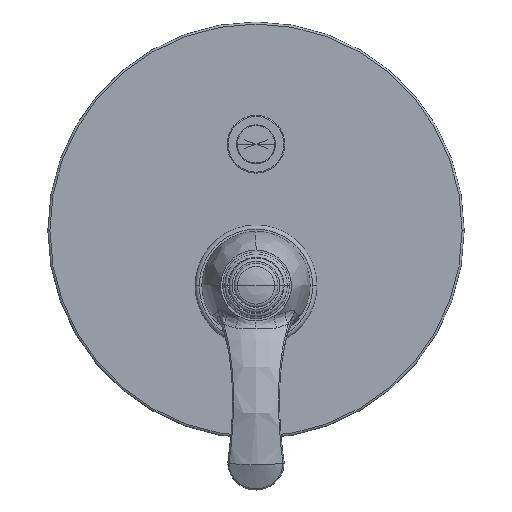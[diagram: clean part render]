
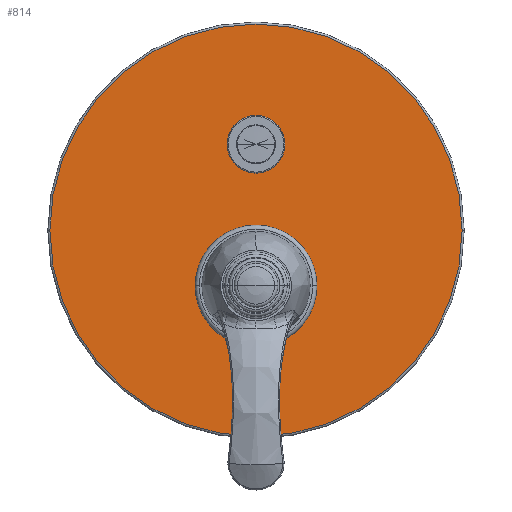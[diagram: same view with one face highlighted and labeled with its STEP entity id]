
A CAD part, top view. The second image highlights one B-rep face of the part: STEP entity #814.
In plain terms, the highlighted planar face has unit normal (0, 0, 1).
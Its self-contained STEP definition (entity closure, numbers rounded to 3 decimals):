
#78=CARTESIAN_POINT('',(0.,26.75,48.));
#79=DIRECTION('',(0.,0.,1.));
#80=DIRECTION('',(-1.,0.,0.));
#81=AXIS2_PLACEMENT_3D('',#78,#79,#80);
#83=CARTESIAN_POINT('',(0.,26.75,48.));
#84=DIRECTION('',(0.,0.,1.));
#85=DIRECTION('',(1.,0.,0.));
#86=AXIS2_PLACEMENT_3D('',#83,#84,#85);
#88=CARTESIAN_POINT('',(0.,68.,48.));
#89=DIRECTION('',(0.,0.,-1.));
#90=DIRECTION('',(-1.,0.,0.));
#91=AXIS2_PLACEMENT_3D('',#88,#89,#90);
#93=CARTESIAN_POINT('',(0.,68.,48.));
#94=DIRECTION('',(0.,0.,-1.));
#95=DIRECTION('',(1.,0.,0.));
#96=AXIS2_PLACEMENT_3D('',#93,#94,#95);
#98=CARTESIAN_POINT('',(0.,0.,48.));
#99=DIRECTION('',(0.,0.,-1.));
#100=DIRECTION('',(-1.,0.,0.));
#101=AXIS2_PLACEMENT_3D('',#98,#99,#100);
#103=CARTESIAN_POINT('',(0.,0.,48.));
#104=DIRECTION('',(0.,0.,-1.));
#105=DIRECTION('',(1.,0.,0.));
#106=AXIS2_PLACEMENT_3D('',#103,#104,#105);
#579=CARTESIAN_POINT('',(-99.,26.75,48.));
#580=CARTESIAN_POINT('',(99.,26.75,48.));
#581=VERTEX_POINT('',#579);
#582=VERTEX_POINT('',#580);
#599=CARTESIAN_POINT('',(-13.35,68.,48.));
#600=CARTESIAN_POINT('',(13.35,68.,48.));
#601=VERTEX_POINT('',#599);
#602=VERTEX_POINT('',#600);
#611=CARTESIAN_POINT('',(-29.25,0.,48.));
#612=CARTESIAN_POINT('',(29.25,0.,48.));
#613=VERTEX_POINT('',#611);
#614=VERTEX_POINT('',#612);
#792=CARTESIAN_POINT('',(0.,26.75,48.));
#793=DIRECTION('',(0.,0.,-1.));
#794=DIRECTION('',(1.,0.,0.));
#795=AXIS2_PLACEMENT_3D('',#792,#793,#794);
#796=PLANE('',#795);
#798=ORIENTED_EDGE('',*,*,#797,.F.);
#800=ORIENTED_EDGE('',*,*,#799,.F.);
#801=EDGE_LOOP('',(#798,#800));
#802=FACE_OUTER_BOUND('',#801,.F.);
#803=ORIENTED_EDGE('',*,*,#770,.F.);
#805=ORIENTED_EDGE('',*,*,#804,.F.);
#806=EDGE_LOOP('',(#803,#805));
#807=FACE_BOUND('',#806,.F.);
#809=ORIENTED_EDGE('',*,*,#808,.F.);
#811=ORIENTED_EDGE('',*,*,#810,.F.);
#812=EDGE_LOOP('',(#809,#811));
#813=FACE_BOUND('',#812,.F.);
#814=ADVANCED_FACE('',(#802,#807,#813),#796,.F.);
#82=CIRCLE('',#81,99.);
#87=CIRCLE('',#86,99.);
#92=CIRCLE('',#91,13.35);
#97=CIRCLE('',#96,13.35);
#102=CIRCLE('',#101,29.25);
#107=CIRCLE('',#106,29.25);
#770=EDGE_CURVE('',#601,#602,#92,.T.);
#797=EDGE_CURVE('',#581,#582,#82,.T.);
#799=EDGE_CURVE('',#582,#581,#87,.T.);
#804=EDGE_CURVE('',#602,#601,#97,.T.);
#808=EDGE_CURVE('',#613,#614,#102,.T.);
#810=EDGE_CURVE('',#614,#613,#107,.T.);
